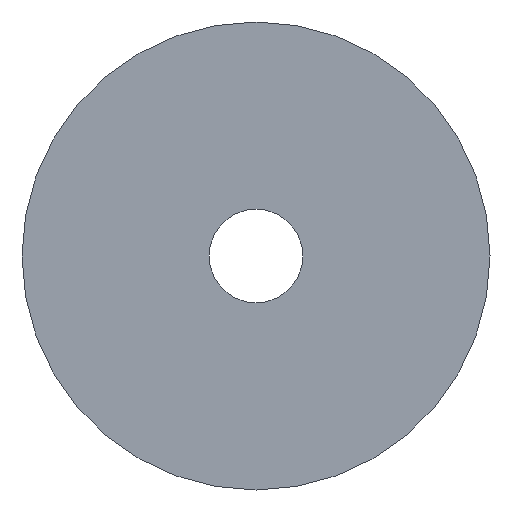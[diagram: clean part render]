
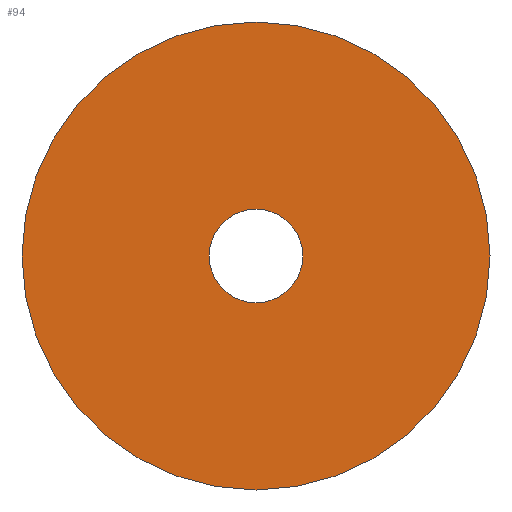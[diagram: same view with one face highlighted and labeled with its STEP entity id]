
A CAD part, front view. The second image highlights one B-rep face of the part: STEP entity #94.
In plain terms, the highlighted planar face has unit normal (0, -1, 0).
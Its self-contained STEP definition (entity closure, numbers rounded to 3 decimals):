
#23=PLANE('',#110);
#30=FACE_BOUND('',#51,.T.);
#37=FACE_OUTER_BOUND('',#50,.T.);
#50=EDGE_LOOP('',(#85));
#51=EDGE_LOOP('',(#86));
#55=CIRCLE('',#103,10.);
#58=CIRCLE('',#109,2.);
#62=VERTEX_POINT('',#151);
#65=VERTEX_POINT('',#160);
#69=EDGE_CURVE('',#62,#62,#55,.T.);
#72=EDGE_CURVE('',#65,#65,#58,.T.);
#85=ORIENTED_EDGE('',*,*,#69,.F.);
#86=ORIENTED_EDGE('',*,*,#72,.T.);
#94=ADVANCED_FACE('',(#37,#30),#23,.F.);
#103=AXIS2_PLACEMENT_3D('',#152,#125,#126);
#109=AXIS2_PLACEMENT_3D('',#161,#137,#138);
#110=AXIS2_PLACEMENT_3D('',#162,#139,#140);
#125=DIRECTION('center_axis',(0.,1.,0.));
#126=DIRECTION('ref_axis',(1.,0.,0.));
#137=DIRECTION('center_axis',(0.,1.,0.));
#138=DIRECTION('ref_axis',(1.,0.,0.));
#139=DIRECTION('center_axis',(0.,1.,0.));
#140=DIRECTION('ref_axis',(0.,0.,1.));
#151=CARTESIAN_POINT('',(-10.,0.,0.));
#152=CARTESIAN_POINT('Origin',(0.,0.,0.));
#160=CARTESIAN_POINT('',(-2.,0.,0.));
#161=CARTESIAN_POINT('Origin',(0.,0.,0.));
#162=CARTESIAN_POINT('Origin',(0.,0.,0.));
